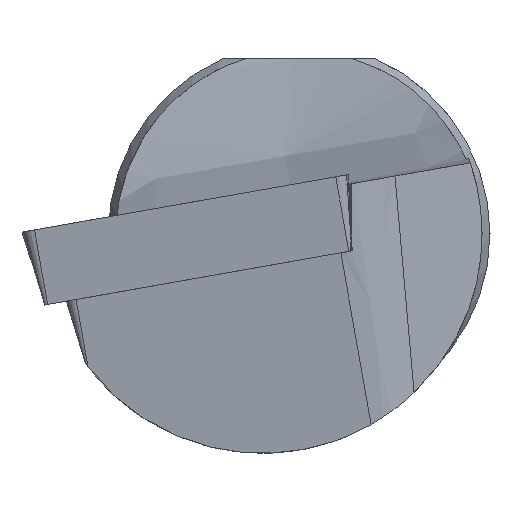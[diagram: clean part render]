
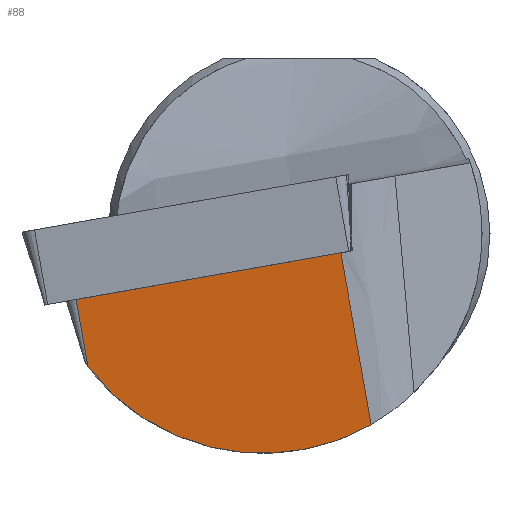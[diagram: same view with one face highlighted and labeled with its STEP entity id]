
A CAD part, left-side view. The second image highlights one B-rep face of the part: STEP entity #88.
In plain terms, the highlighted planar face has unit normal (-0.993, -0.021, -0.12).
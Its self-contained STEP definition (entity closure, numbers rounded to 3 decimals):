
#88=ADVANCED_FACE('',(#135),#119,.T.);
#119=PLANE('',#570);
#135=FACE_OUTER_BOUND('',#165,.T.);
#165=EDGE_LOOP('',(#227,#228,#229,#230));
#197=ELLIPSE('',#569,6.952,6.9);
#227=ORIENTED_EDGE('',*,*,#429,.F.);
#228=ORIENTED_EDGE('',*,*,#430,.F.);
#229=ORIENTED_EDGE('',*,*,#431,.T.);
#230=ORIENTED_EDGE('',*,*,#432,.T.);
#379=VERTEX_POINT('',#784);
#380=VERTEX_POINT('',#785);
#381=VERTEX_POINT('',#787);
#382=VERTEX_POINT('',#789);
#429=EDGE_CURVE('',#379,#380,#502,.T.);
#430=EDGE_CURVE('',#381,#379,#503,.T.);
#431=EDGE_CURVE('',#381,#382,#197,.T.);
#432=EDGE_CURVE('',#382,#380,#504,.T.);
#502=LINE('',#783,#536);
#503=LINE('',#786,#537);
#504=LINE('',#790,#538);
#536=VECTOR('',#629,1.);
#537=VECTOR('',#630,1.);
#538=VECTOR('',#633,1.);
#569=AXIS2_PLACEMENT_3D('',#788,#631,#632);
#570=AXIS2_PLACEMENT_3D('',#791,#634,#635);
#629=DIRECTION('',(0.,-0.985,0.174));
#630=DIRECTION('',(-0.122,0.172,0.977));
#631=DIRECTION('',(-0.993,-0.021,-0.12));
#632=DIRECTION('',(0.122,-0.172,-0.977));
#633=DIRECTION('',(-0.122,0.172,0.977));
#634=DIRECTION('',(-0.993,-0.021,-0.12));
#635=DIRECTION('',(-0.12,0.,0.993));
#783=CARTESIAN_POINT('',(0.492,7.012,-2.066));
#784=CARTESIAN_POINT('',(0.492,7.012,-2.066));
#785=CARTESIAN_POINT('',(0.492,-1.311,-0.599));
#786=CARTESIAN_POINT('',(0.2,7.425,0.278));
#787=CARTESIAN_POINT('',(0.756,6.639,-4.181));
#788=CARTESIAN_POINT('',(0.367,1.15,0.));
#789=CARTESIAN_POINT('',(1.165,-2.263,-5.997));
#790=CARTESIAN_POINT('',(0.2,-0.897,1.745));
#791=CARTESIAN_POINT('',(0.2,7.425,0.278));
